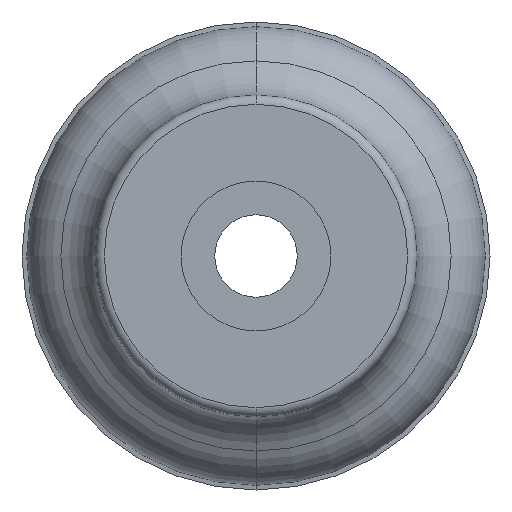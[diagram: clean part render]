
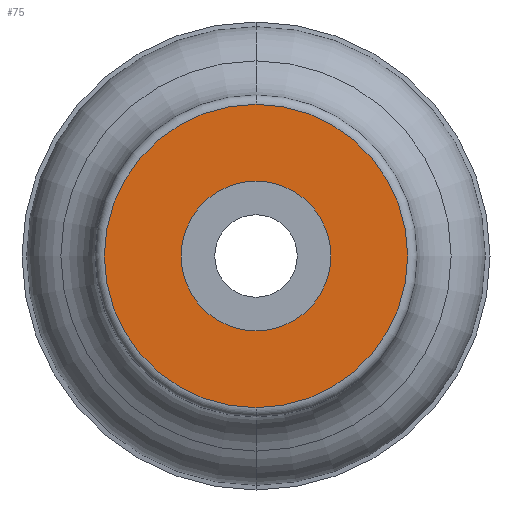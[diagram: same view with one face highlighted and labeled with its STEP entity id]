
A CAD part, front view. The second image highlights one B-rep face of the part: STEP entity #75.
In plain terms, the highlighted planar face has unit normal (0, -1, 0).
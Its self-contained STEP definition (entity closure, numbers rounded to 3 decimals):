
#4 = CARTESIAN_POINT ( 'NONE',  ( 0., 0., 0. ) ) ;
#57 = VERTEX_POINT ( 'NONE', #133 ) ;
#75 = ADVANCED_FACE ( 'NONE', ( #519, #328 ), #693, .F. ) ;
#92 = AXIS2_PLACEMENT_3D ( 'NONE', #722, #375, #448 ) ;
#125 = EDGE_LOOP ( 'NONE', ( #252, #872 ) ) ;
#133 = CARTESIAN_POINT ( 'NONE',  ( 0., 0., -20. ) ) ;
#197 = DIRECTION ( 'NONE',  ( 0., -1., 0. ) ) ;
#236 = CARTESIAN_POINT ( 'NONE',  ( 0., 0., 40.5 ) ) ;
#252 = ORIENTED_EDGE ( 'NONE', *, *, #853, .T. ) ;
#255 = AXIS2_PLACEMENT_3D ( 'NONE', #350, #197, #757 ) ;
#272 = DIRECTION ( 'NONE',  ( 0., 0., 1. ) ) ;
#280 = DIRECTION ( 'NONE',  ( 0., 1., 0. ) ) ;
#307 = DIRECTION ( 'NONE',  ( 0., 0., -1. ) ) ;
#315 = EDGE_CURVE ( 'NONE', #829, #57, #616, .T. ) ;
#322 = CARTESIAN_POINT ( 'NONE',  ( 0., 0., 20. ) ) ;
#328 = FACE_OUTER_BOUND ( 'NONE', #125, .T. ) ;
#350 = CARTESIAN_POINT ( 'NONE',  ( 0., 0., 0. ) ) ;
#375 = DIRECTION ( 'NONE',  ( 0., -1., 0. ) ) ;
#379 = AXIS2_PLACEMENT_3D ( 'NONE', #508, #888, #769 ) ;
#416 = EDGE_CURVE ( 'NONE', #463, #671, #704, .T. ) ;
#418 = AXIS2_PLACEMENT_3D ( 'NONE', #675, #669, #307 ) ;
#448 = DIRECTION ( 'NONE',  ( 0., 0., -1. ) ) ;
#463 = VERTEX_POINT ( 'NONE', #236 ) ;
#483 = EDGE_LOOP ( 'NONE', ( #685, #601 ) ) ;
#508 = CARTESIAN_POINT ( 'NONE',  ( 0., 0., 0. ) ) ;
#519 = FACE_BOUND ( 'NONE', #483, .T. ) ;
#525 = CARTESIAN_POINT ( 'NONE',  ( 0., 0., -40.5 ) ) ;
#537 = CIRCLE ( 'NONE', #379, 20. ) ;
#601 = ORIENTED_EDGE ( 'NONE', *, *, #315, .F. ) ;
#616 = CIRCLE ( 'NONE', #255, 20. ) ;
#669 = DIRECTION ( 'NONE',  ( 0., -1., 0. ) ) ;
#670 = EDGE_CURVE ( 'NONE', #57, #829, #537, .T. ) ;
#671 = VERTEX_POINT ( 'NONE', #525 ) ;
#675 = CARTESIAN_POINT ( 'NONE',  ( 0., 0., 0. ) ) ;
#685 = ORIENTED_EDGE ( 'NONE', *, *, #670, .F. ) ;
#693 = PLANE ( 'NONE',  #792 ) ;
#704 = CIRCLE ( 'NONE', #92, 40.5 ) ;
#721 = CIRCLE ( 'NONE', #418, 40.5 ) ;
#722 = CARTESIAN_POINT ( 'NONE',  ( 0., 0., 0. ) ) ;
#757 = DIRECTION ( 'NONE',  ( 0., 0., -1. ) ) ;
#769 = DIRECTION ( 'NONE',  ( 0., 0., -1. ) ) ;
#792 = AXIS2_PLACEMENT_3D ( 'NONE', #4, #280, #272 ) ;
#829 = VERTEX_POINT ( 'NONE', #322 ) ;
#853 = EDGE_CURVE ( 'NONE', #671, #463, #721, .T. ) ;
#872 = ORIENTED_EDGE ( 'NONE', *, *, #416, .T. ) ;
#888 = DIRECTION ( 'NONE',  ( 0., -1., 0. ) ) ;
